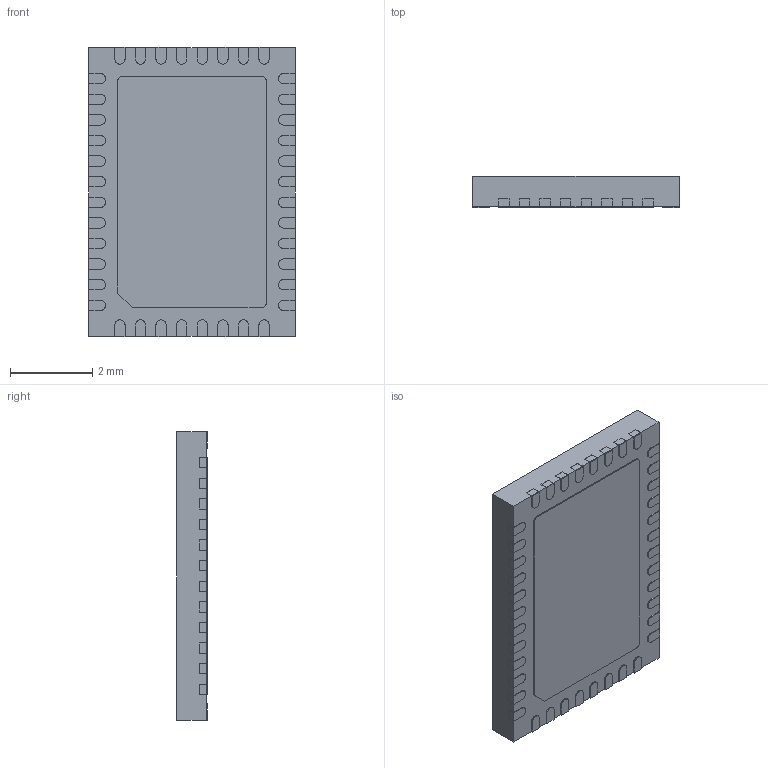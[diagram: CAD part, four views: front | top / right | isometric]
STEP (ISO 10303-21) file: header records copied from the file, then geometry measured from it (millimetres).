
FILE_DESCRIPTION (( 'STEP AP214' ), '1' );
FILE_NAME ('User Library-5x7mmQFN40.STEP', '2021-05-02T20:22:39', ( '' ), ( '' ), 'SwSTEP 2.0', 'SolidWorks 2020', '' );
FILE_SCHEMA (( 'AUTOMOTIVE_DESIGN' ));
Length unit declared in the file: millimetre
Products named in the file (1): User Library-5x7mmQFN40
Bounding box: 5.01 x 0.75 x 7.01 mm (x, y, z)
Volume: 26 mm3; surface area: 140.8 mm2
Topology: 43 solids, 43 shells, 348 faces, 786 edges, 524 vertices
Faces by surface type: plane 295, cylinder 53
Entity records: 13636 total; most frequent: CARTESIAN_POINT 1659, DIRECTION 1590, ORIENTED_EDGE 1572, EDGE_CURVE 786, LINE 680, VECTOR 680, VERTEX_POINT 524, AXIS2_PLACEMENT_3D 455
